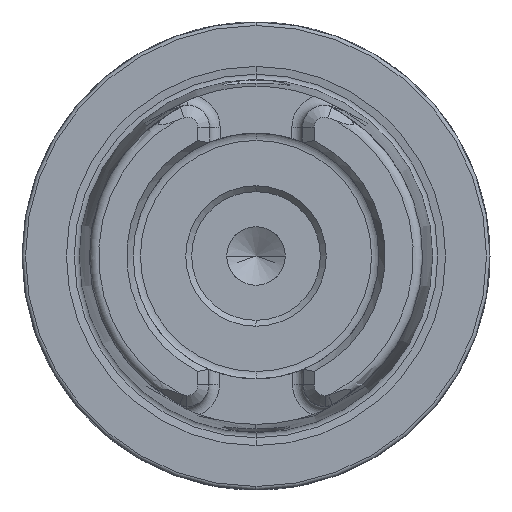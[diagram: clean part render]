
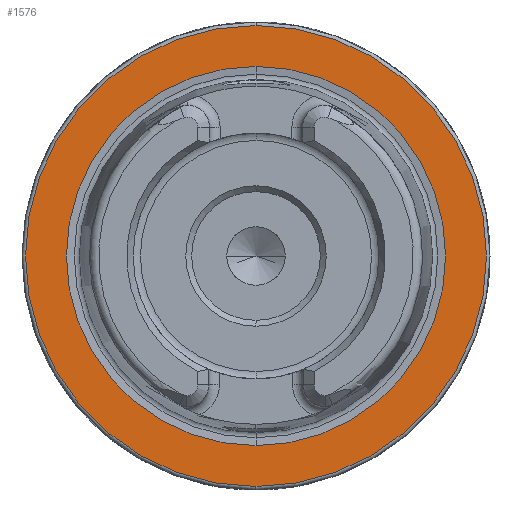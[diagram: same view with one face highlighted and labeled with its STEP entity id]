
A CAD part, left-side view. The second image highlights one B-rep face of the part: STEP entity #1576.
In plain terms, the highlighted planar face has unit normal (-1, 0, 0).
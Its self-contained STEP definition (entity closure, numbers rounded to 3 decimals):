
#378 = VERTEX_POINT ( 'NONE', #4373 ) ;
#388 = VERTEX_POINT ( 'NONE', #4363 ) ;
#392 = VERTEX_POINT ( 'NONE', #4359 ) ;
#394 = VERTEX_POINT ( 'NONE', #4357 ) ;
#1352 = EDGE_CURVE ( 'NONE', #378, #388, #7626, .T. ) ;
#1356 = EDGE_CURVE ( 'NONE', #392, #394, #7633, .T. ) ;
#1576 = ADVANCED_FACE ( 'NONE', ( #7939, #7937 ), #9189, .F. ) ;
#2080 = ORIENTED_EDGE ( 'NONE', *, *, #2459, .F. ) ;
#2081 = ORIENTED_EDGE ( 'NONE', *, *, #1352, .F. ) ;
#2082 = ORIENTED_EDGE ( 'NONE', *, *, #1356, .T. ) ;
#2083 = ORIENTED_EDGE ( 'NONE', *, *, #2458, .T. ) ;
#2458 = EDGE_CURVE ( 'NONE', #394, #392, #11447, .T. ) ;
#2459 = EDGE_CURVE ( 'NONE', #388, #378, #11448, .T. ) ;
#4357 = CARTESIAN_POINT ( 'NONE',  ( 0., 0., -19.7 ) ) ;
#4359 = CARTESIAN_POINT ( 'NONE',  ( 0., 0., 19.7 ) ) ;
#4363 = CARTESIAN_POINT ( 'NONE',  ( 0., 0., 16.207 ) ) ;
#4373 = CARTESIAN_POINT ( 'NONE',  ( 0., 0., -16.207 ) ) ;
#4789 = EDGE_LOOP ( 'NONE', ( #2082, #2083 ) ) ;
#4800 = EDGE_LOOP ( 'NONE', ( #2080, #2081 ) ) ;
#6039 = AXIS2_PLACEMENT_3D ( 'NONE', #7532, #7533, #7534 ) ;
#6042 = AXIS2_PLACEMENT_3D ( 'NONE', #7543, #7544, #7545 ) ;
#6198 = AXIS2_PLACEMENT_3D ( 'NONE', #9183, #9191, #9192 ) ;
#7532 = CARTESIAN_POINT ( 'NONE',  ( 0., 0., 0. ) ) ;
#7533 = DIRECTION ( 'NONE',  ( -1., 0., 0. ) ) ;
#7534 = DIRECTION ( 'NONE',  ( 0., 0., 1. ) ) ;
#7543 = CARTESIAN_POINT ( 'NONE',  ( 0., 0., 0. ) ) ;
#7544 = DIRECTION ( 'NONE',  ( -1., 0., 0. ) ) ;
#7545 = DIRECTION ( 'NONE',  ( 0., 0., 1. ) ) ;
#7626 = CIRCLE ( 'NONE', #6039, 16.207 ) ;
#7633 = CIRCLE ( 'NONE', #6042, 19.7 ) ;
#7937 = FACE_OUTER_BOUND ( 'NONE', #4789, .T. ) ;
#7939 = FACE_BOUND ( 'NONE', #4800, .T. ) ;
#9183 = CARTESIAN_POINT ( 'NONE',  ( 0., 19.7, 0. ) ) ;
#9189 = PLANE ( 'NONE',  #6198 ) ;
#9191 = DIRECTION ( 'NONE',  ( 1., 0., 0. ) ) ;
#9192 = DIRECTION ( 'NONE',  ( 0., 0., -1. ) ) ;
#10587 = CARTESIAN_POINT ( 'NONE',  ( 0., 0., 0. ) ) ;
#10588 = DIRECTION ( 'NONE',  ( -1., 0., 0. ) ) ;
#10589 = DIRECTION ( 'NONE',  ( 0., 0., 1. ) ) ;
#10590 = CARTESIAN_POINT ( 'NONE',  ( 0., 0., 0. ) ) ;
#10591 = DIRECTION ( 'NONE',  ( -1., 0., 0. ) ) ;
#10592 = DIRECTION ( 'NONE',  ( 0., 0., 1. ) ) ;
#11060 = AXIS2_PLACEMENT_3D ( 'NONE', #10587, #10588, #10589 ) ;
#11061 = AXIS2_PLACEMENT_3D ( 'NONE', #10590, #10591, #10592 ) ;
#11447 = CIRCLE ( 'NONE', #11060, 19.7 ) ;
#11448 = CIRCLE ( 'NONE', #11061, 16.207 ) ;
